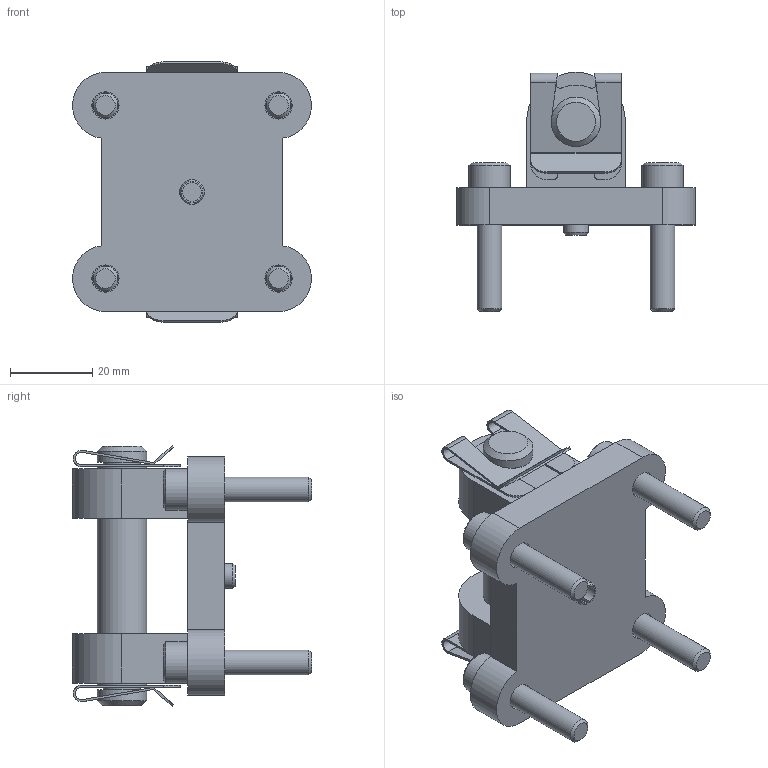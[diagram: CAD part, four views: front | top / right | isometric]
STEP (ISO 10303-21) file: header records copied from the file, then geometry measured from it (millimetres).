
FILE_DESCRIPTION(/* description */ ('STEP AP214'),/* implementation_level */ '2;1');
FILE_NAME(/* name */ '157323_SUA-40',/* time_stamp */ '2024-09-12T13:03:46+02:00',/* author */ ('License CC BY-ND 4.0'),/* organization */ ('CADENAS'),/* preprocessor_version */ 'ST-DEVELOPER v19.3',/* originating_system */ 'PARTsolutions',/* authorisation */ ' ');
FILE_SCHEMA (('AUTOMOTIVE_DESIGN {1 0 10303 214 3 1 1}'));
Length unit declared in the file: millimetre
Products named in the file (6): 157323 SUA-40; 157323 SUA-40---(F); 369042 BZ-12-053,0-AA (63); 209821 12 SXN 08 VERZINKT:SL; DIN-912 - M6x30(F); Clamping pin DIN 7346 6x10
Assembly tree (9 placements, depth 2):
  157323 SUA-40
    157323 SUA-40---(F)
    369042 BZ-12-053,0-AA (63)
    209821 12 SXN 08 VERZINKT:SL  x2
    DIN-912 - M6x30(F)  x4
    Clamping pin DIN 7346 6x10
Bounding box: 57.97 x 58 x 63.15 mm (x, y, z)
Volume: 49281.9 mm3; surface area: 22628.9 mm2
Topology: 9 solids, 9 shells, 225 faces, 512 edges, 312 vertices
Faces by surface type: plane 115, cylinder 62, cone 48
Full cylindrical faces by diameter (mm): 6 x5, 6.6 x4, 9 x2, 10 x4, 12 x5
Entity records: 3223 total; most frequent: DIRECTION 562, CARTESIAN_POINT 536, ORIENTED_EDGE 464, EDGE_CURVE 232, AXIS2_PLACEMENT_3D 217, VERTEX_POINT 161, FACE_BOUND 151, EDGE_LOOP 150
